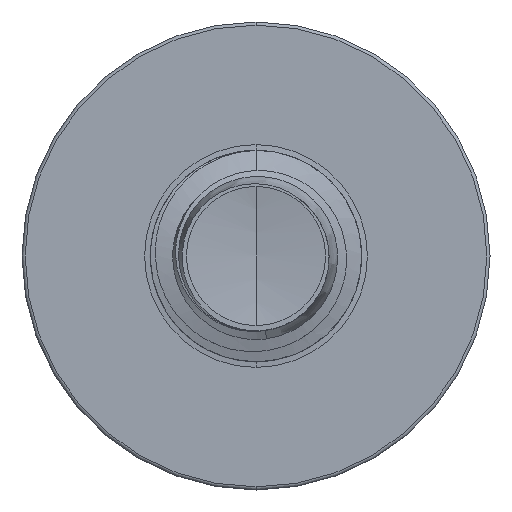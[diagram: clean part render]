
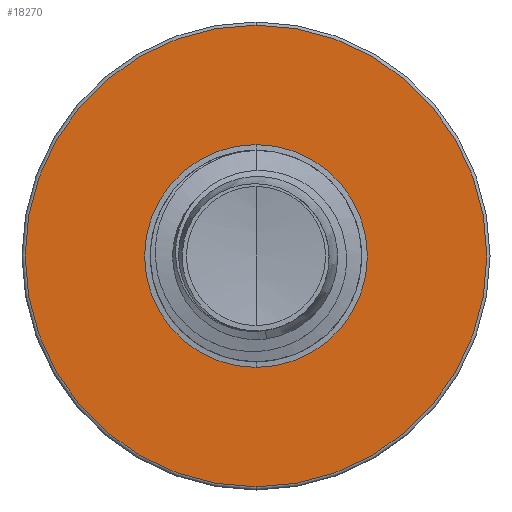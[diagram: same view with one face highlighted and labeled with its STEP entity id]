
A CAD part, front view. The second image highlights one B-rep face of the part: STEP entity #18270.
In plain terms, the highlighted planar face has unit normal (0, -1, 0).
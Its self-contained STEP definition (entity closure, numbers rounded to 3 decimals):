
#407 = DIRECTION ( 'NONE',  ( 0., 1., 0. ) ) ;
#550 = ORIENTED_EDGE ( 'NONE', *, *, #1250, .T. ) ;
#1250 = EDGE_CURVE ( 'NONE', #18053, #20666, #21672, .T. ) ;
#1282 = EDGE_CURVE ( 'NONE', #9844, #8973, #5240, .T. ) ;
#1969 = AXIS2_PLACEMENT_3D ( 'NONE', #13429, #6587, #17550 ) ;
#2334 = CIRCLE ( 'NONE', #9931, 7.645 ) ;
#3146 = EDGE_LOOP ( 'NONE', ( #10569, #6185 ) ) ;
#3404 = DIRECTION ( 'NONE',  ( 0., 0., 1. ) ) ;
#3462 = DIRECTION ( 'NONE',  ( 0., 1., 0. ) ) ;
#3468 = CARTESIAN_POINT ( 'NONE',  ( 0., 12.5, 0. ) ) ;
#3669 = DIRECTION ( 'NONE',  ( 0., 0., 1. ) ) ;
#3676 = DIRECTION ( 'NONE',  ( 0., 1., 0. ) ) ;
#3720 = CARTESIAN_POINT ( 'NONE',  ( 0., 12.5, 0. ) ) ;
#4313 = PLANE ( 'NONE',  #1969 ) ;
#5240 = CIRCLE ( 'NONE', #7771, 7.645 ) ;
#6185 = ORIENTED_EDGE ( 'NONE', *, *, #1282, .F. ) ;
#6587 = DIRECTION ( 'NONE',  ( 0., 1., 0. ) ) ;
#6630 = CARTESIAN_POINT ( 'NONE',  ( 0., 12.5, 3.689 ) ) ;
#7490 = DIRECTION ( 'NONE',  ( 0., 1., 0. ) ) ;
#7771 = AXIS2_PLACEMENT_3D ( 'NONE', #3468, #3462, #3404 ) ;
#8973 = VERTEX_POINT ( 'NONE', #21700 ) ;
#9844 = VERTEX_POINT ( 'NONE', #15671 ) ;
#9931 = AXIS2_PLACEMENT_3D ( 'NONE', #16805, #7490, #18151 ) ;
#10569 = ORIENTED_EDGE ( 'NONE', *, *, #22152, .F. ) ;
#11207 = EDGE_CURVE ( 'NONE', #20666, #18053, #18849, .T. ) ;
#12586 = CARTESIAN_POINT ( 'NONE',  ( 0., 12.5, 0. ) ) ;
#13360 = CARTESIAN_POINT ( 'NONE',  ( 0., 12.5, -3.689 ) ) ;
#13429 = CARTESIAN_POINT ( 'NONE',  ( 0., 12.5, -3.689 ) ) ;
#14028 = DIRECTION ( 'NONE',  ( 0., 0., 1. ) ) ;
#14316 = EDGE_LOOP ( 'NONE', ( #550, #19937 ) ) ;
#14361 = FACE_BOUND ( 'NONE', #14316, .T. ) ;
#14566 = FACE_OUTER_BOUND ( 'NONE', #3146, .T. ) ;
#14683 = AXIS2_PLACEMENT_3D ( 'NONE', #12586, #407, #14028 ) ;
#15671 = CARTESIAN_POINT ( 'NONE',  ( 0., 12.5, -7.645 ) ) ;
#16805 = CARTESIAN_POINT ( 'NONE',  ( 0., 12.5, 0. ) ) ;
#17550 = DIRECTION ( 'NONE',  ( 0., 0., 1. ) ) ;
#18053 = VERTEX_POINT ( 'NONE', #6630 ) ;
#18151 = DIRECTION ( 'NONE',  ( 0., 0., 1. ) ) ;
#18270 = ADVANCED_FACE ( 'NONE', ( #14566, #14361 ), #4313, .F. ) ;
#18849 = CIRCLE ( 'NONE', #14683, 3.689 ) ;
#19937 = ORIENTED_EDGE ( 'NONE', *, *, #11207, .T. ) ;
#20666 = VERTEX_POINT ( 'NONE', #13360 ) ;
#21672 = CIRCLE ( 'NONE', #22645, 3.689 ) ;
#21700 = CARTESIAN_POINT ( 'NONE',  ( 0., 12.5, 7.645 ) ) ;
#22152 = EDGE_CURVE ( 'NONE', #8973, #9844, #2334, .T. ) ;
#22645 = AXIS2_PLACEMENT_3D ( 'NONE', #3720, #3676, #3669 ) ;
